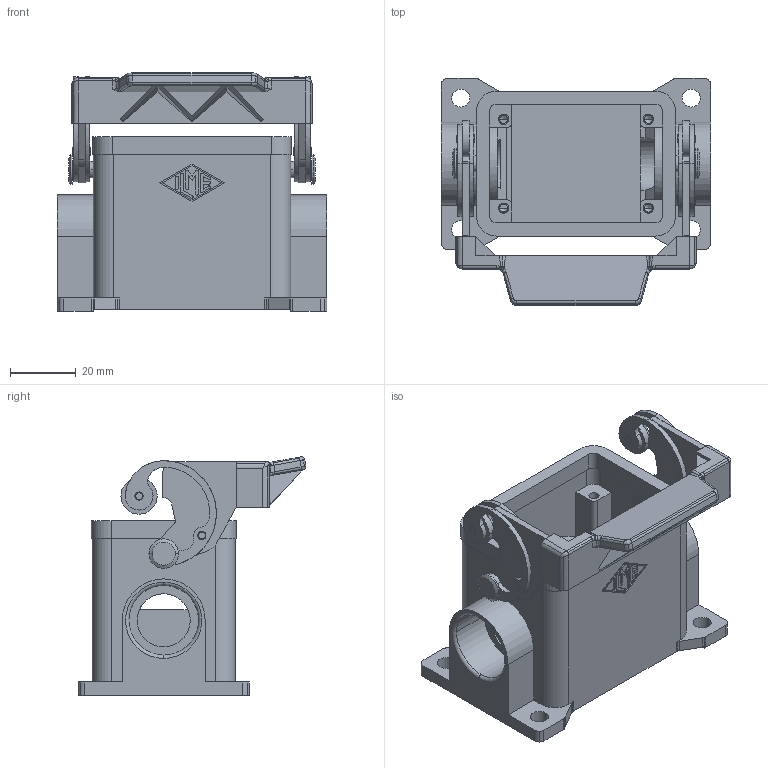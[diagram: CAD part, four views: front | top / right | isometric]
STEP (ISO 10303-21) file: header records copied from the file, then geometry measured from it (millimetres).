
FILE_DESCRIPTION((''),'2;1');
FILE_NAME('CHP 06 L.stp','2006-12-20T17:16:51',('gembarski'),(''),'Autodesk Inventor 7','Autodesk Inventor 7','');
FILE_SCHEMA(('AUTOMOTIVE_DESIGN { 1 0 10303 214 1 1 1 1 }'));
Length unit declared in the file: millimetre
Products named in the file (1): CHP 06 L
Bounding box: 82 x 69.2 x 72.42 mm (x, y, z)
Volume: 73794.7 mm3; surface area: 39694.4 mm2
Topology: 1 solids, 3 shells, 502 faces, 1346 edges, 870 vertices
Faces by surface type: bspline 176, plane 164, cylinder 140, torus 14, cone 4, sphere 4
Entity records: 18716 total; most frequent: CARTESIAN_POINT 6262, ORIENTED_EDGE 2666, DIRECTION 2549, EDGE_CURVE 1333, AXIS2_PLACEMENT_3D 907, VERTEX_POINT 870, VECTOR 735, LINE 735
